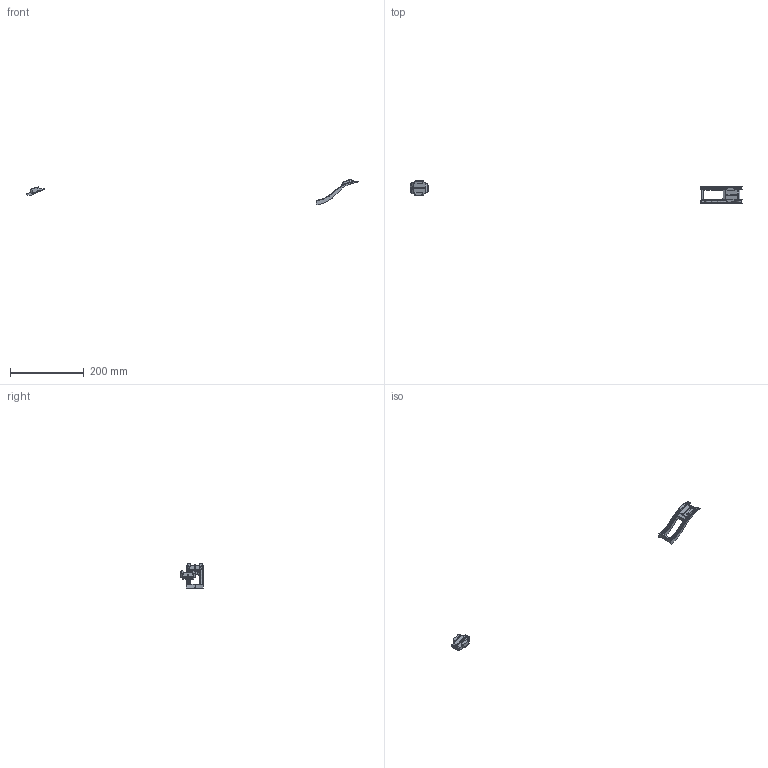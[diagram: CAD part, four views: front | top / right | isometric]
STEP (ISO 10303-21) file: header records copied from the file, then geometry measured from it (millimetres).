
FILE_DESCRIPTION(/* description */ (''),/* implementation_level */ '2;1');
FILE_NAME(/* name */ 'Faraday R2 gopro.stp',/* time_stamp */ '2015-10-24T17:32:20+02:00',/* author */ (''),/* organization */ (''),/* preprocessor_version */ 'ST-DEVELOPER v15.2',/* originating_system */ 'Autodesk Translator Framework v2.0.0.5431',/* authorisation */ '');
FILE_SCHEMA (('AUTOMOTIVE_DESIGN { 1 0 10303 214 3 1 1 }'));
Length unit declared in the file: centimetre
Products named in the file (1): Faraday R2 gopro
Bounding box: 901.96 x 60.78 x 68.85 mm (x, y, z)
Volume: 70962.4 mm3; surface area: 34168.8 mm2
Topology: 3 solids, 3 shells, 1143 faces, 3406 edges, 2263 vertices
Faces by surface type: plane 721, cylinder 333, bspline 62, torus 26, cone 1
Full cylindrical faces by diameter (mm): 4 x1
Entity records: 44163 total; most frequent: CARTESIAN_POINT 13731, ORIENTED_EDGE 6804, DIRECTION 5896, EDGE_CURVE 3402, LINE 2268, VECTOR 2268, VERTEX_POINT 2261, AXIS2_PLACEMENT_3D 1814
